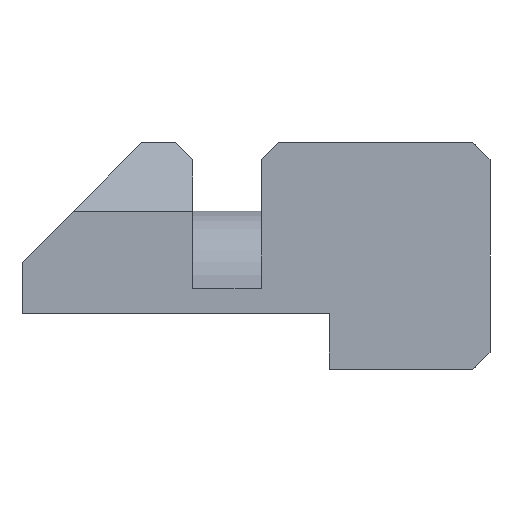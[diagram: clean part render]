
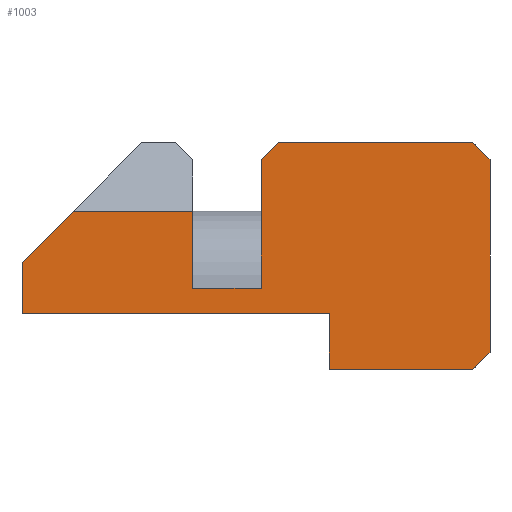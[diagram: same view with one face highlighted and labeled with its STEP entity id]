
A CAD part, front view. The second image highlights one B-rep face of the part: STEP entity #1003.
In plain terms, the highlighted planar face has unit normal (0, -1, 0).
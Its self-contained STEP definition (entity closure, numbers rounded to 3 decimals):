
#71=FACE_OUTER_BOUND('',#124,.T.);
#124=EDGE_LOOP('',(#874,#875,#876,#877,#878,#879,#880,#881,#882,#883,#884,
#885,#886,#887));
#142=LINE('',#1363,#277);
#148=LINE('',#1378,#283);
#151=LINE('',#1386,#286);
#169=LINE('',#1420,#304);
#177=LINE('',#1434,#312);
#181=LINE('',#1445,#316);
#191=LINE('',#1465,#326);
#195=LINE('',#1473,#330);
#199=LINE('',#1479,#334);
#207=LINE('',#1496,#342);
#253=LINE('',#1588,#388);
#259=LINE('',#1603,#394);
#260=LINE('',#1605,#395);
#261=LINE('',#1606,#396);
#277=VECTOR('',#1104,10.);
#283=VECTOR('',#1116,10.);
#286=VECTOR('',#1121,10.);
#304=VECTOR('',#1143,10.);
#312=VECTOR('',#1153,10.);
#316=VECTOR('',#1163,10.);
#326=VECTOR('',#1179,10.);
#330=VECTOR('',#1185,10.);
#334=VECTOR('',#1193,10.);
#342=VECTOR('',#1207,10.);
#388=VECTOR('',#1299,10.);
#394=VECTOR('',#1319,10.);
#395=VECTOR('',#1322,10.);
#396=VECTOR('',#1323,10.);
#409=VERTEX_POINT('',#1360);
#410=VERTEX_POINT('',#1362);
#416=VERTEX_POINT('',#1376);
#419=VERTEX_POINT('',#1383);
#420=VERTEX_POINT('',#1385);
#434=VERTEX_POINT('',#1419);
#439=VERTEX_POINT('',#1432);
#442=VERTEX_POINT('',#1442);
#443=VERTEX_POINT('',#1444);
#450=VERTEX_POINT('',#1464);
#453=VERTEX_POINT('',#1472);
#459=VERTEX_POINT('',#1495);
#481=VERTEX_POINT('',#1584);
#484=VERTEX_POINT('',#1601);
#500=EDGE_CURVE('',#410,#409,#142,.T.);
#508=EDGE_CURVE('',#416,#409,#148,.T.);
#511=EDGE_CURVE('',#419,#420,#151,.T.);
#529=EDGE_CURVE('',#434,#420,#169,.T.);
#537=EDGE_CURVE('',#416,#439,#177,.T.);
#541=EDGE_CURVE('',#442,#443,#181,.T.);
#551=EDGE_CURVE('',#450,#443,#191,.T.);
#555=EDGE_CURVE('',#434,#453,#195,.T.);
#559=EDGE_CURVE('',#453,#442,#199,.T.);
#567=EDGE_CURVE('',#450,#459,#207,.T.);
#614=EDGE_CURVE('',#410,#481,#253,.T.);
#621=EDGE_CURVE('',#439,#484,#259,.T.);
#622=EDGE_CURVE('',#481,#419,#260,.T.);
#623=EDGE_CURVE('',#459,#484,#261,.T.);
#874=ORIENTED_EDGE('',*,*,#511,.F.);
#875=ORIENTED_EDGE('',*,*,#622,.F.);
#876=ORIENTED_EDGE('',*,*,#614,.F.);
#877=ORIENTED_EDGE('',*,*,#500,.T.);
#878=ORIENTED_EDGE('',*,*,#508,.F.);
#879=ORIENTED_EDGE('',*,*,#537,.T.);
#880=ORIENTED_EDGE('',*,*,#621,.T.);
#881=ORIENTED_EDGE('',*,*,#623,.F.);
#882=ORIENTED_EDGE('',*,*,#567,.F.);
#883=ORIENTED_EDGE('',*,*,#551,.T.);
#884=ORIENTED_EDGE('',*,*,#541,.F.);
#885=ORIENTED_EDGE('',*,*,#559,.F.);
#886=ORIENTED_EDGE('',*,*,#555,.F.);
#887=ORIENTED_EDGE('',*,*,#529,.T.);
#950=PLANE('',#1074);
#1003=ADVANCED_FACE('',(#71),#950,.T.);
#1074=AXIS2_PLACEMENT_3D('',#1604,#1320,#1321);
#1104=DIRECTION('',(0.,0.,1.));
#1116=DIRECTION('',(1.,0.,0.));
#1121=DIRECTION('',(0.707,0.,0.707));
#1143=DIRECTION('',(-1.,0.,0.));
#1153=DIRECTION('',(-0.707,0.,-0.707));
#1163=DIRECTION('',(-0.707,0.,-0.707));
#1179=DIRECTION('',(1.,0.,0.));
#1185=DIRECTION('',(0.707,0.,-0.707));
#1193=DIRECTION('',(0.,0.,-1.));
#1207=DIRECTION('',(0.,0.,1.));
#1299=DIRECTION('',(1.,0.,0.));
#1319=DIRECTION('',(0.,0.,-1.));
#1320=DIRECTION('center_axis',(0.,-1.,0.));
#1321=DIRECTION('ref_axis',(0.,0.,1.));
#1322=DIRECTION('',(0.,0.,1.));
#1323=DIRECTION('',(-1.,0.,0.));
#1360=CARTESIAN_POINT('',(-210.,20.617,-172.864));
#1362=CARTESIAN_POINT('',(-210.,20.617,-177.364));
#1363=CARTESIAN_POINT('',(-210.,20.617,-168.864));
#1376=CARTESIAN_POINT('',(-217.,20.617,-172.864));
#1378=CARTESIAN_POINT('',(-205.875,20.617,-172.864));
#1383=CARTESIAN_POINT('',(-206.,20.617,-169.864));
#1385=CARTESIAN_POINT('',(-205.,20.617,-168.864));
#1386=CARTESIAN_POINT('',(-206.938,20.617,-170.802));
#1419=CARTESIAN_POINT('',(-193.6,20.617,-168.864));
#1420=CARTESIAN_POINT('',(-201.75,20.617,-168.864));
#1432=CARTESIAN_POINT('',(-220.,20.617,-175.864));
#1434=CARTESIAN_POINT('',(-220.,20.617,-175.864));
#1442=CARTESIAN_POINT('',(-192.6,20.617,-181.114));
#1444=CARTESIAN_POINT('',(-193.6,20.617,-182.114));
#1445=CARTESIAN_POINT('',(-194.575,20.617,-183.089));
#1464=CARTESIAN_POINT('',(-202.,20.617,-182.114));
#1465=CARTESIAN_POINT('',(-202.,20.617,-182.114));
#1472=CARTESIAN_POINT('',(-192.6,20.617,-169.864));
#1473=CARTESIAN_POINT('',(-192.888,20.617,-169.577));
#1479=CARTESIAN_POINT('',(-192.6,20.617,-182.114));
#1495=CARTESIAN_POINT('',(-202.,20.617,-178.864));
#1496=CARTESIAN_POINT('',(-202.,20.617,-182.114));
#1584=CARTESIAN_POINT('',(-206.,20.617,-177.364));
#1588=CARTESIAN_POINT('',(-203.875,20.617,-177.364));
#1601=CARTESIAN_POINT('',(-220.,20.617,-178.864));
#1603=CARTESIAN_POINT('',(-220.,20.617,-178.864));
#1604=CARTESIAN_POINT('Origin',(-201.75,20.617,-178.864));
#1605=CARTESIAN_POINT('',(-206.,20.617,-178.864));
#1606=CARTESIAN_POINT('',(-201.75,20.617,-178.864));
